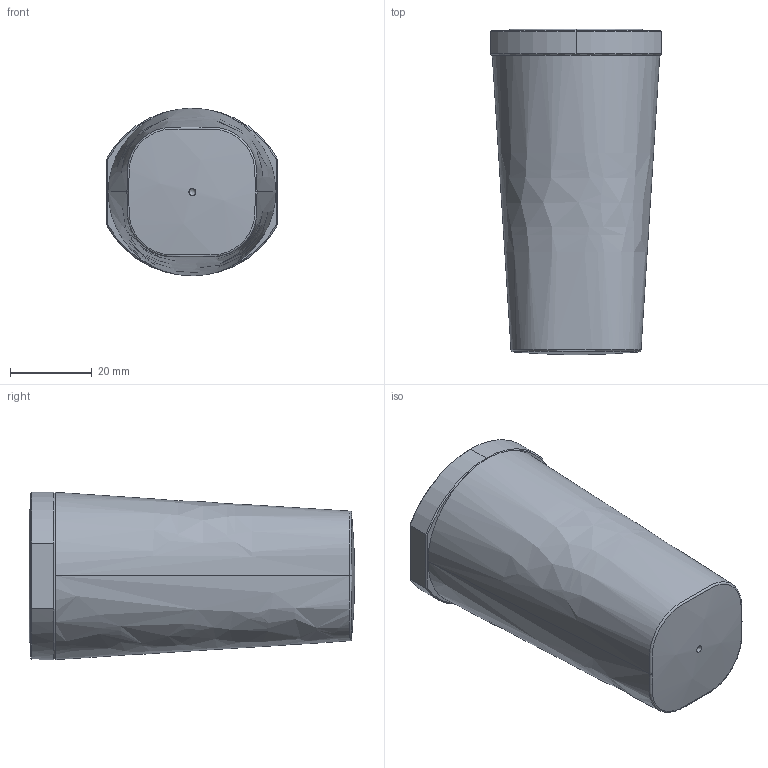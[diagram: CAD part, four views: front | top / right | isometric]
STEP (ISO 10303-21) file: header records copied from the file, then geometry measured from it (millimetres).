
FILE_DESCRIPTION (( 'STEP AP214' ), '1' );
FILE_NAME ('TLS.30.1F11_Web .STEP', '2022-03-15T16:17:19', ( '' ), ( '' ), 'SwSTEP 2.0', 'SolidWorks 2018', '' );
FILE_SCHEMA (( 'AUTOMOTIVE_DESIGN' ));
Length unit declared in the file: millimetre
Products named in the file (1): TLS.30.1F11_Web 
Bounding box: 42 x 79.79 x 41.06 mm (x, y, z)
Surface area: 13976.5 mm2 (no closed solid volume)
Topology: 0 solids, 5 shells, 96 faces, 304 edges, 218 vertices
Faces by surface type: cylinder 46, plane 18, cone 18, bspline 8, torus 6
Entity records: 11120 total; most frequent: CARTESIAN_POINT 7631, ORIENTED_EDGE 586, DIRECTION 377, EDGE_CURVE 304, VERTEX_POINT 218, B_SPLINE_CURVE_WITH_KNOTS 164, AXIS2_PLACEMENT_3D 153, EDGE_LOOP 104
